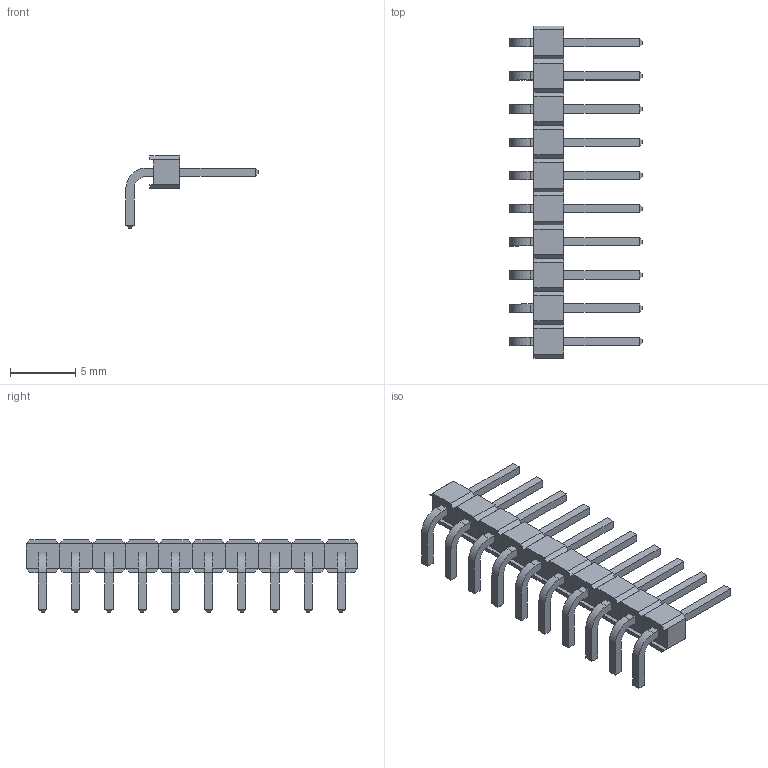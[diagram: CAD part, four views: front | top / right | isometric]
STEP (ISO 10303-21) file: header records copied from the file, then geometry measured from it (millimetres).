
FILE_DESCRIPTION(('FreeCAD Model'),'2;1');
FILE_NAME('Fusion.step','2017-06-07T06:38:41',( 'kicad StepUp'),('ksu MCAD'),'Open CASCADE STEP processor 6.8', 'FreeCAD','Unknown');
FILE_SCHEMA(('AUTOMOTIVE_DESIGN_CC2 { 1 2 10303 214 -1 1 5 4 }'));
Length unit declared in the file: millimetre
Products named in the file (2): ASSEMBLY; Fusion
Assembly tree (1 placements, depth 2):
  ASSEMBLY
    Fusion
Bounding box: 10.13 x 25.4 x 5.51 mm (x, y, z)
Volume: 172.8 mm3; surface area: 561.6 mm2
Topology: 1 solids, 1 shells, 342 faces, 786 edges, 466 vertices
Faces by surface type: plane 322, cylinder 20
Entity records: 11719 total; most frequent: ORIENTED_EDGE 1608, CARTESIAN_POINT 1596, DIRECTION 1514, EDGE_CURVE 786, LINE 746, VECTOR 746, VERTEX_POINT 466, AXIS2_PLACEMENT_3D 384
